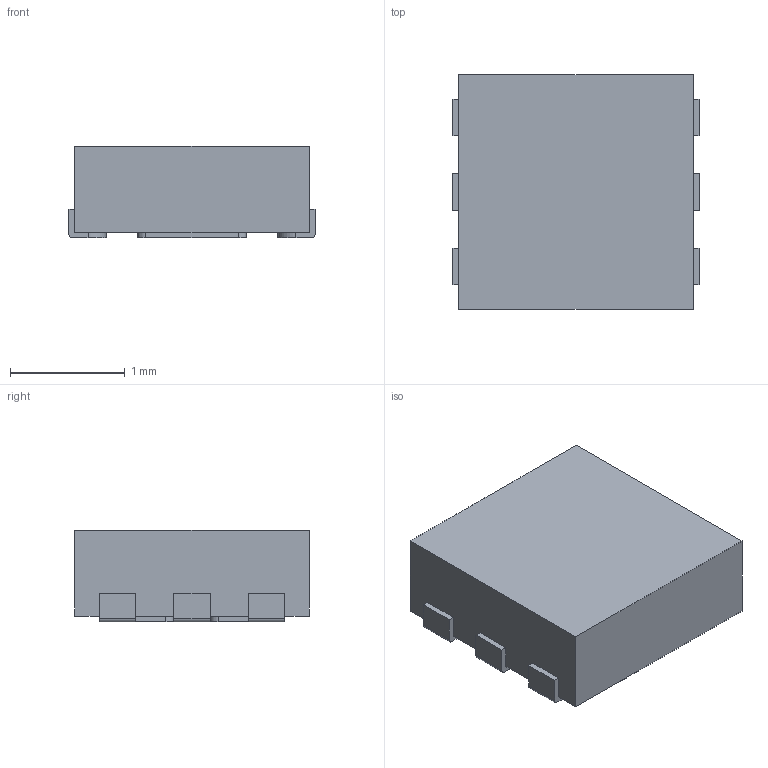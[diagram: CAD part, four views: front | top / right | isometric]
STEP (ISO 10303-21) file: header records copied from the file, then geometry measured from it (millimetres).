
FILE_DESCRIPTION(/* description */ ('Unknown'),/* implementation_level */ '2;1');
FILE_NAME(/* name */ 'SIA533EDJ-T1-GE3',/* time_stamp */ '2023-10-26T07:33:43+02:00',/* author */ ('Unknown'),/* organization */ ('Unknown'),/* preprocessor_version */ 'ST-DEVELOPER v18.102',/* originating_system */ 'Solid Edge',/* authorisation */ 'Unknown');
FILE_SCHEMA (('AUTOMOTIVE_DESIGN {1 0 10303 214 3 1 1}'));
Length unit declared in the file: millimetre
Products named in the file (1): SIA533EDJ-T1-GE3
Bounding box: 2.15 x 2.05 x 0.8 mm (x, y, z)
Volume: 3.3 mm3; surface area: 15.5 mm2
Topology: 1 solids, 1 shells, 80 faces, 228 edges, 152 vertices
Faces by surface type: plane 52, cylinder 28
Entity records: 3193 total; most frequent: CARTESIAN_POINT 461, ORIENTED_EDGE 456, DIRECTION 446, EDGE_CURVE 228, LINE 172, VECTOR 172, VERTEX_POINT 152, AXIS2_PLACEMENT_3D 137
